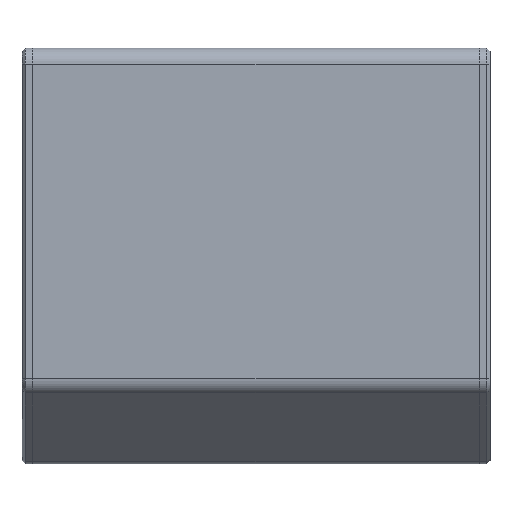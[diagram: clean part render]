
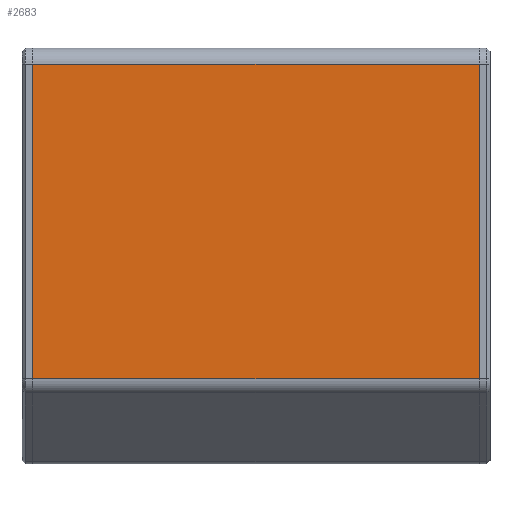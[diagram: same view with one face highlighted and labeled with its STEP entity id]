
A CAD part, top view. The second image highlights one B-rep face of the part: STEP entity #2683.
In plain terms, the highlighted planar face has unit normal (0, 0, 1).
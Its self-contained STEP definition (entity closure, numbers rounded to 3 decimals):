
#121=PLANE('',#2920);
#207=FACE_OUTER_BOUND('',#366,.T.);
#366=EDGE_LOOP('',(#1975,#1976,#1977,#1978));
#553=LINE('',#4126,#791);
#562=LINE('',#4170,#800);
#575=LINE('',#4205,#813);
#576=LINE('',#4207,#814);
#791=VECTOR('',#3287,10.);
#800=VECTOR('',#3332,10.);
#813=VECTOR('',#3371,10.);
#814=VECTOR('',#3374,10.);
#1195=VERTEX_POINT('',#4124);
#1196=VERTEX_POINT('',#4125);
#1213=VERTEX_POINT('',#4169);
#1222=VERTEX_POINT('',#4203);
#1469=EDGE_CURVE('',#1195,#1196,#553,.T.);
#1491=EDGE_CURVE('',#1213,#1196,#562,.T.);
#1509=EDGE_CURVE('',#1195,#1222,#575,.T.);
#1510=EDGE_CURVE('',#1213,#1222,#576,.T.);
#1975=ORIENTED_EDGE('',*,*,#1509,.T.);
#1976=ORIENTED_EDGE('',*,*,#1510,.F.);
#1977=ORIENTED_EDGE('',*,*,#1491,.T.);
#1978=ORIENTED_EDGE('',*,*,#1469,.F.);
#2683=ADVANCED_FACE('',(#207),#121,.T.);
#2920=AXIS2_PLACEMENT_3D('',#4206,#3372,#3373);
#3287=DIRECTION('',(0.,1.,0.));
#3332=DIRECTION('',(-1.,0.,0.));
#3371=DIRECTION('',(1.,0.,0.));
#3372=DIRECTION('center_axis',(0.,0.,1.));
#3373=DIRECTION('ref_axis',(0.,-1.,0.));
#3374=DIRECTION('',(0.,-1.,0.));
#4124=CARTESIAN_POINT('',(-43.,16.333,49.01));
#4125=CARTESIAN_POINT('',(-43.,76.905,49.01));
#4126=CARTESIAN_POINT('',(-43.,80.01,49.01));
#4169=CARTESIAN_POINT('',(43.,76.905,49.01));
#4170=CARTESIAN_POINT('',(0.,76.905,49.01));
#4203=CARTESIAN_POINT('',(43.,16.333,49.01));
#4205=CARTESIAN_POINT('',(0.,16.333,49.01));
#4206=CARTESIAN_POINT('Origin',(0.,76.905,49.01));
#4207=CARTESIAN_POINT('',(43.,80.01,49.01));
